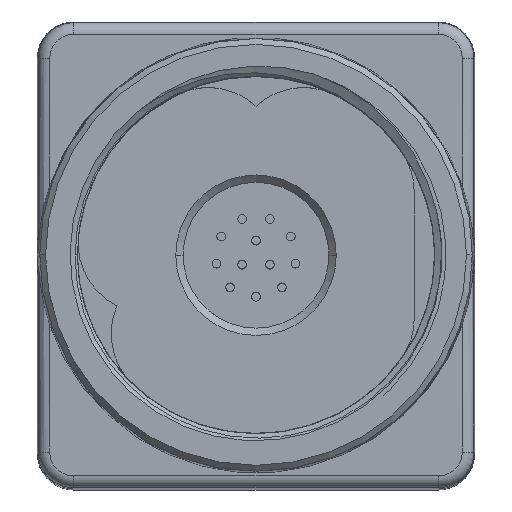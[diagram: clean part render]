
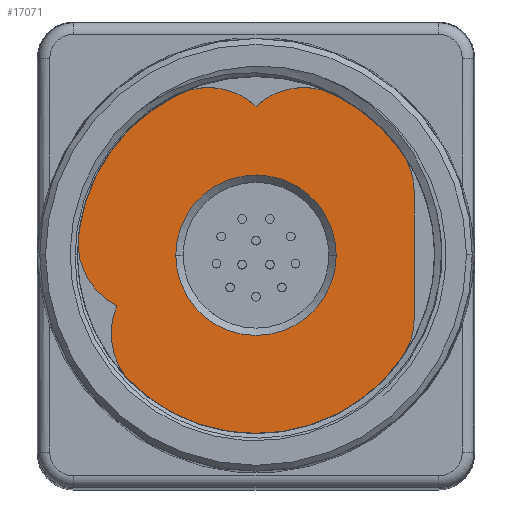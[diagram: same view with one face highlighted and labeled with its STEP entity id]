
A CAD part, top view. The second image highlights one B-rep face of the part: STEP entity #17071.
In plain terms, the highlighted planar face has unit normal (0, 0, 1).
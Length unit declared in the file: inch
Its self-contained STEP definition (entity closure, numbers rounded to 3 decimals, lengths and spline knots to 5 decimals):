
#5268=CARTESIAN_POINT('',(-0.12854,0.26232,
0.01378));
#5269=DIRECTION('',(0.,0.,1.));
#5270=DIRECTION('',(0.676,0.737,0.));
#5271=AXIS2_PLACEMENT_3D('',#5268,#5269,#5270);
#5273=CARTESIAN_POINT('',(0.12854,0.26232,
0.01378));
#5274=DIRECTION('',(0.,0.,1.));
#5275=DIRECTION('',(0.44,0.898,0.));
#5276=AXIS2_PLACEMENT_3D('',#5273,#5274,#5275);
#5278=CARTESIAN_POINT('',(0.,0.,0.01378));
#5279=DIRECTION('',(0.,0.,1.));
#5280=DIRECTION('',(0.811,0.585,0.));
#5281=AXIS2_PLACEMENT_3D('',#5278,#5279,#5280);
#5283=CARTESIAN_POINT('',(0.23701,0.17078,
0.01378));
#5284=DIRECTION('',(0.,0.,1.));
#5285=DIRECTION('',(1.,0.,0.));
#5286=AXIS2_PLACEMENT_3D('',#5283,#5284,#5285);
#5288=DIRECTION('',(0.,-1.,0.));
#5289=VECTOR('',#5288,0.34155);
#5290=CARTESIAN_POINT('',(0.42717,0.17078,
0.01378));
#5291=LINE('',#5290,#5289);
#5292=CARTESIAN_POINT('',(0.23701,-0.17078,
0.01378));
#5293=DIRECTION('',(0.,0.,1.));
#5294=DIRECTION('',(0.811,-0.585,0.));
#5295=AXIS2_PLACEMENT_3D('',#5292,#5293,#5294);
#5297=CARTESIAN_POINT('',(0.,0.,0.01378));
#5298=DIRECTION('',(0.,0.,1.));
#5299=DIRECTION('',(-0.688,-0.726,0.));
#5300=AXIS2_PLACEMENT_3D('',#5297,#5298,#5299);
#5302=CARTESIAN_POINT('',(-0.20093,-0.21205,
0.01378));
#5303=DIRECTION('',(0.,0.,1.));
#5304=DIRECTION('',(-0.918,0.396,0.));
#5305=AXIS2_PLACEMENT_3D('',#5302,#5303,#5304);
#5307=CARTESIAN_POINT('',(-0.29022,0.03329,
0.01378));
#5308=DIRECTION('',(0.,0.,1.));
#5309=DIRECTION('',(-0.993,0.114,0.));
#5310=AXIS2_PLACEMENT_3D('',#5307,#5308,#5309);
#5312=CARTESIAN_POINT('',(0.,0.,0.01378));
#5313=DIRECTION('',(0.,0.,1.));
#5314=DIRECTION('',(-0.44,0.898,0.));
#5315=AXIS2_PLACEMENT_3D('',#5312,#5313,#5314);
#5364=CARTESIAN_POINT('',(0.,0.,0.01378));
#5365=DIRECTION('',(0.,0.,1.));
#5366=DIRECTION('',(1.,0.,0.));
#5367=AXIS2_PLACEMENT_3D('',#5364,#5365,#5366);
#5382=CARTESIAN_POINT('',(0.,0.,0.01378));
#5383=DIRECTION('',(0.,0.,1.));
#5384=DIRECTION('',(-1.,0.,0.));
#5385=AXIS2_PLACEMENT_3D('',#5382,#5383,#5384);
#11396=CARTESIAN_POINT('',(0.,0.40245,0.01378));
#11397=CARTESIAN_POINT('',(-0.21222,0.43308,
0.01378));
#11398=VERTEX_POINT('',#11396);
#11399=VERTEX_POINT('',#11397);
#11400=CARTESIAN_POINT('',(0.21222,0.43308,
0.01378));
#11401=VERTEX_POINT('',#11400);
#11402=CARTESIAN_POINT('',(0.42717,0.17078,
0.01378));
#11403=CARTESIAN_POINT('',(0.42717,-0.17078,
0.01378));
#11404=VERTEX_POINT('',#11402);
#11405=VERTEX_POINT('',#11403);
#11418=CARTESIAN_POINT('',(-0.33172,-0.35008,
0.01378));
#11419=CARTESIAN_POINT('',(0.39129,-0.28194,
0.01378));
#11420=VERTEX_POINT('',#11418);
#11421=VERTEX_POINT('',#11419);
#11422=CARTESIAN_POINT('',(0.39129,0.28194,
0.01378));
#11423=VERTEX_POINT('',#11422);
#11424=CARTESIAN_POINT('',(-0.47914,0.05495,
0.01378));
#11425=VERTEX_POINT('',#11424);
#11428=CARTESIAN_POINT('',(-0.37551,-0.13667,
0.01378));
#11429=VERTEX_POINT('',#11428);
#11436=CARTESIAN_POINT('',(-0.21654,0.,0.01378));
#11437=CARTESIAN_POINT('',(0.21654,0.,0.01378));
#11438=VERTEX_POINT('',#11436);
#11439=VERTEX_POINT('',#11437);
#17042=CARTESIAN_POINT('',(0.,0.,0.01378));
#17043=DIRECTION('',(0.,0.,1.));
#17044=DIRECTION('',(-1.,0.,0.));
#17045=AXIS2_PLACEMENT_3D('',#17042,#17043,#17044);
#17046=PLANE('',#17045);
#17048=ORIENTED_EDGE('',*,*,#17047,.F.);
#17050=ORIENTED_EDGE('',*,*,#17049,.F.);
#17051=ORIENTED_EDGE('',*,*,#16994,.F.);
#17053=ORIENTED_EDGE('',*,*,#17052,.F.);
#17055=ORIENTED_EDGE('',*,*,#17054,.T.);
#17056=ORIENTED_EDGE('',*,*,#17033,.F.);
#17057=ORIENTED_EDGE('',*,*,#15970,.F.);
#17059=ORIENTED_EDGE('',*,*,#17058,.F.);
#17061=ORIENTED_EDGE('',*,*,#17060,.F.);
#17062=ORIENTED_EDGE('',*,*,#17002,.F.);
#17063=EDGE_LOOP('',(#17048,#17050,#17051,#17053,#17055,#17056,#17057,#17059,
#17061,#17062));
#17064=FACE_OUTER_BOUND('',#17063,.F.);
#17066=ORIENTED_EDGE('',*,*,#17065,.T.);
#17068=ORIENTED_EDGE('',*,*,#17067,.T.);
#17069=EDGE_LOOP('',(#17066,#17068));
#17070=FACE_BOUND('',#17069,.F.);
#17071=ADVANCED_FACE('',(#17064,#17070),#17046,.T.);
#5272=CIRCLE('',#5271,0.19016);
#5277=CIRCLE('',#5276,0.19016);
#5282=CIRCLE('',#5281,0.48228);
#5287=CIRCLE('',#5286,0.19016);
#5296=CIRCLE('',#5295,0.19016);
#5301=CIRCLE('',#5300,0.48228);
#5306=CIRCLE('',#5305,0.19016);
#5311=CIRCLE('',#5310,0.19016);
#5316=CIRCLE('',#5315,0.48228);
#5368=CIRCLE('',#5367,0.21654);
#5386=CIRCLE('',#5385,0.21654);
#15970=EDGE_CURVE('',#11420,#11421,#5301,.T.);
#16994=EDGE_CURVE('',#11423,#11401,#5282,.T.);
#17002=EDGE_CURVE('',#11399,#11425,#5316,.T.);
#17033=EDGE_CURVE('',#11421,#11405,#5296,.T.);
#17047=EDGE_CURVE('',#11398,#11399,#5272,.T.);
#17049=EDGE_CURVE('',#11401,#11398,#5277,.T.);
#17052=EDGE_CURVE('',#11404,#11423,#5287,.T.);
#17054=EDGE_CURVE('',#11404,#11405,#5291,.T.);
#17058=EDGE_CURVE('',#11429,#11420,#5306,.T.);
#17060=EDGE_CURVE('',#11425,#11429,#5311,.T.);
#17065=EDGE_CURVE('',#11439,#11438,#5368,.T.);
#17067=EDGE_CURVE('',#11438,#11439,#5386,.T.);
